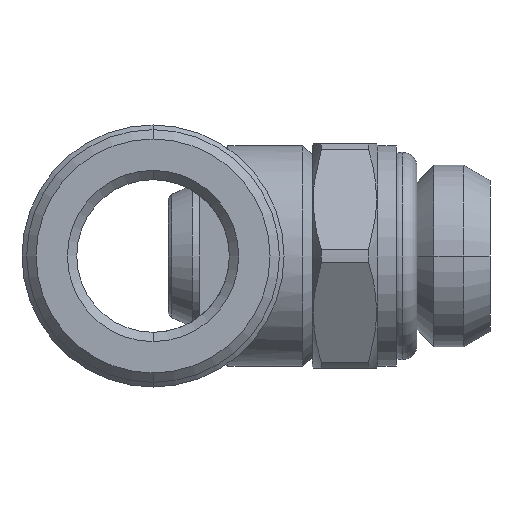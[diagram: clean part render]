
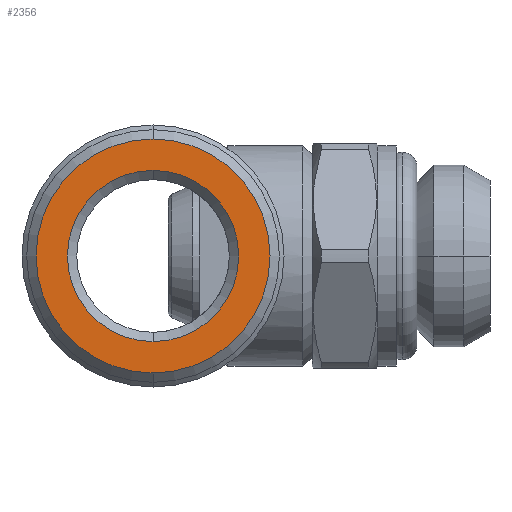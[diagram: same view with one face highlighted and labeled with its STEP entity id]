
A CAD part, left-side view. The second image highlights one B-rep face of the part: STEP entity #2356.
In plain terms, the highlighted planar face has unit normal (-1, 0, 0).
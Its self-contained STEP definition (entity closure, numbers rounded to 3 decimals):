
#249 = AXIS2_PLACEMENT_3D ( 'NONE', #252, #254, #259 ) ;
#252 = CARTESIAN_POINT ( 'NONE',  ( -21.7, 0., 0. ) ) ;
#253 = CIRCLE ( 'NONE', #249, 6.25 ) ;
#254 = DIRECTION ( 'NONE',  ( 1., 0., 0. ) ) ;
#259 = DIRECTION ( 'NONE',  ( 0., 0., -1. ) ) ;
#282 = CIRCLE ( 'NONE', #296, 4.575 ) ;
#284 = DIRECTION ( 'NONE',  ( 0., 0., -1. ) ) ;
#285 = CARTESIAN_POINT ( 'NONE',  ( -21.7, 0., 0. ) ) ;
#293 = DIRECTION ( 'NONE',  ( 1., 0., 0. ) ) ;
#296 = AXIS2_PLACEMENT_3D ( 'NONE', #285, #293, #284 ) ;
#305 = DIRECTION ( 'NONE',  ( 0., 0., -1. ) ) ;
#312 = FACE_OUTER_BOUND ( 'NONE', #2307, .T. ) ;
#316 = DIRECTION ( 'NONE',  ( 1., 0., 0. ) ) ;
#317 = PLANE ( 'NONE',  #330 ) ;
#318 = FACE_BOUND ( 'NONE', #2308, .T. ) ;
#329 = CARTESIAN_POINT ( 'NONE',  ( -21.7, -6.25, 0. ) ) ;
#330 = AXIS2_PLACEMENT_3D ( 'NONE', #329, #316, #305 ) ;
#359 = AXIS2_PLACEMENT_3D ( 'NONE', #364, #363, #396 ) ;
#363 = DIRECTION ( 'NONE',  ( 1., 0., 0. ) ) ;
#364 = CARTESIAN_POINT ( 'NONE',  ( -21.7, 0., 0. ) ) ;
#365 = CIRCLE ( 'NONE', #359, 4.575 ) ;
#396 = DIRECTION ( 'NONE',  ( 0., 0., -1. ) ) ;
#399 = CARTESIAN_POINT ( 'NONE',  ( -21.7, 0., -6.25 ) ) ;
#400 = CARTESIAN_POINT ( 'NONE',  ( -21.7, 0., 0. ) ) ;
#402 = CARTESIAN_POINT ( 'NONE',  ( -21.7, 0., 6.25 ) ) ;
#405 = DIRECTION ( 'NONE',  ( 0., 0., -1. ) ) ;
#407 = DIRECTION ( 'NONE',  ( 1., 0., 0. ) ) ;
#408 = AXIS2_PLACEMENT_3D ( 'NONE', #400, #407, #405 ) ;
#460 = CIRCLE ( 'NONE', #408, 6.25 ) ;
#471 = CARTESIAN_POINT ( 'NONE',  ( -21.7, 0., 4.575 ) ) ;
#507 = CARTESIAN_POINT ( 'NONE',  ( -21.7, 0., -4.575 ) ) ;
#2307 = EDGE_LOOP ( 'NONE', ( #2311, #2309 ) ) ;
#2308 = EDGE_LOOP ( 'NONE', ( #2521, #2516 ) ) ;
#2309 = ORIENTED_EDGE ( 'NONE', *, *, #2310, .F. ) ;
#2310 = EDGE_CURVE ( 'NONE', #2543, #2541, #253, .T. ) ;
#2311 = ORIENTED_EDGE ( 'NONE', *, *, #2551, .F. ) ;
#2356 = ADVANCED_FACE ( 'NONE', ( #312, #318 ), #317, .F. ) ;
#2513 = EDGE_CURVE ( 'NONE', #2580, #2572, #365, .T. ) ;
#2516 = ORIENTED_EDGE ( 'NONE', *, *, #2513, .T. ) ;
#2521 = ORIENTED_EDGE ( 'NONE', *, *, #2571, .T. ) ;
#2541 = VERTEX_POINT ( 'NONE', #399 ) ;
#2543 = VERTEX_POINT ( 'NONE', #402 ) ;
#2551 = EDGE_CURVE ( 'NONE', #2541, #2543, #460, .T. ) ;
#2571 = EDGE_CURVE ( 'NONE', #2572, #2580, #282, .T. ) ;
#2572 = VERTEX_POINT ( 'NONE', #471 ) ;
#2580 = VERTEX_POINT ( 'NONE', #507 ) ;
